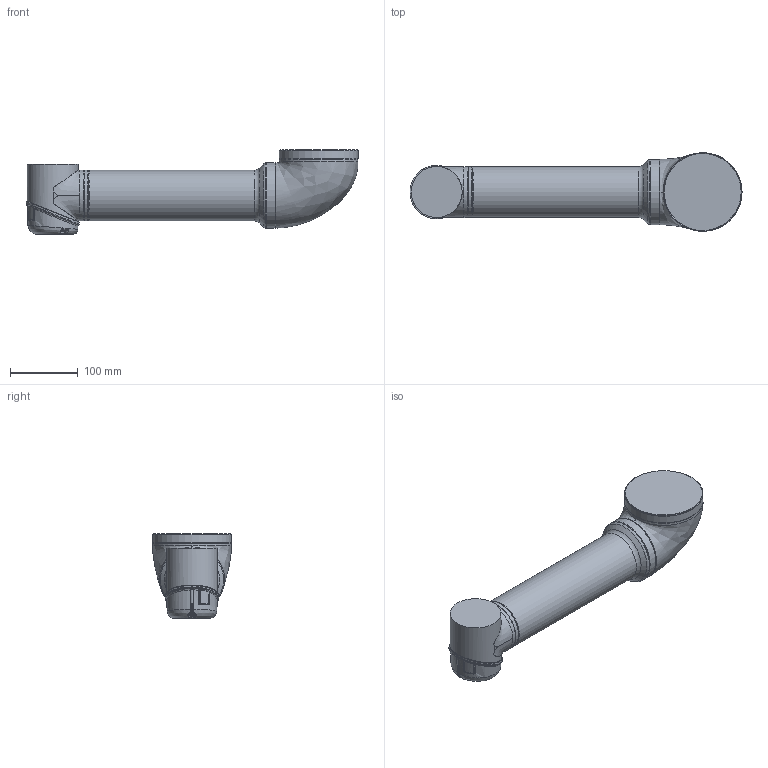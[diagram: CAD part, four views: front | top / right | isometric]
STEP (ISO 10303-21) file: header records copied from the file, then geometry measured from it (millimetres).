
FILE_DESCRIPTION(/* description */ (''),/* implementation_level */ '2;1');
FILE_NAME(/* name */ 'UR5eLowerArm.stp',/* time_stamp */ '2022-12-19T13:25:34-05:00',/* author */ ('kibira'),/* organization */ (''),/* preprocessor_version */ 'ST-DEVELOPER v19.2',/* originating_system */ 'AutoCAD Mechanical',/* authorisation */ '');
FILE_SCHEMA (('AUTOMOTIVE_DESIGN { 1 0 10303 214 3 1 1 }'));
Length unit declared in the file: millimetre
Products named in the file (2): Product; C-1000250
Assembly tree (1 placements, depth 2):
  Product
    C-1000250
Bounding box: 489.54 x 116 x 125.14 mm (x, y, z)
Volume: 1787278.2 mm3; surface area: 233034.1 mm2
Topology: 3 solids, 4 shells, 585 faces, 1461 edges, 895 vertices
Faces by surface type: bspline 239, cylinder 129, plane 124, cone 42, torus 33, sphere 18
Full cylindrical faces by diameter (mm): 2.5 x13, 5.5 x3, 50 x1, 57 x1, 62 x1, 66.6 x1, 70 x1, 74.214 x2, 75 x4, 93.6 x1, 95 x1, 96 x2, 113.6 x2, 116 x1
Entity records: 38613 total; most frequent: CARTESIAN_POINT 26040, ORIENTED_EDGE 2906, DIRECTION 2234, EDGE_CURVE 1453, AXIS2_PLACEMENT_3D 912, VERTEX_POINT 895, EDGE_LOOP 632, FACE_OUTER_BOUND 585
